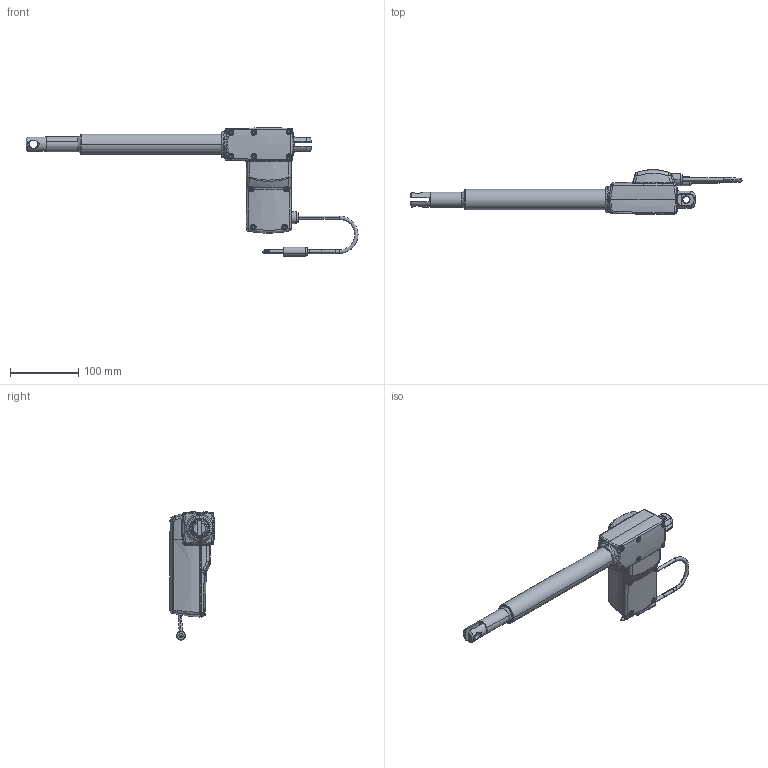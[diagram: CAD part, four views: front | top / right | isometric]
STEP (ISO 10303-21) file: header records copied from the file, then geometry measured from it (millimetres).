
FILE_DESCRIPTION (( 'STEP AP214' ), '1' );
FILE_NAME ('TA11-新方案0603.STEP', '2015-06-03T02:03:48', ( '' ), ( '' ), 'SwSTEP 2.0', 'SolidWorks 2010', '' );
FILE_SCHEMA (( 'AUTOMOTIVE_DESIGN' ));
Length unit declared in the file: millimetre
Products named in the file (1): TA11-新方案0603
Bounding box: 488.14 x 65.95 x 188.51 mm (x, y, z)
Surface area: 96309.9 mm2 (no closed solid volume)
Topology: 0 solids, 21 shells, 514 faces, 1761 edges, 1170 vertices
Faces by surface type: bspline 258, plane 125, cylinder 97, cone 34
Entity records: 66544 total; most frequent: CARTESIAN_POINT 48817, ORIENTED_EDGE 2847, EDGE_CURVE 1760, DIRECTION 1576, VERTEX_POINT 1170, B_SPLINE_CURVE_WITH_KNOTS 848, VECTOR 534, LINE 534
